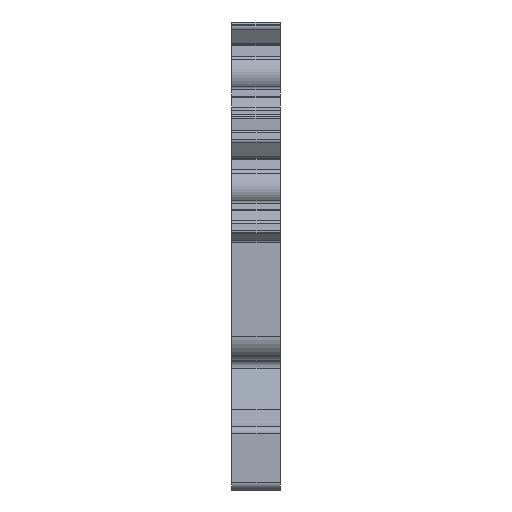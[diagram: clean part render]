
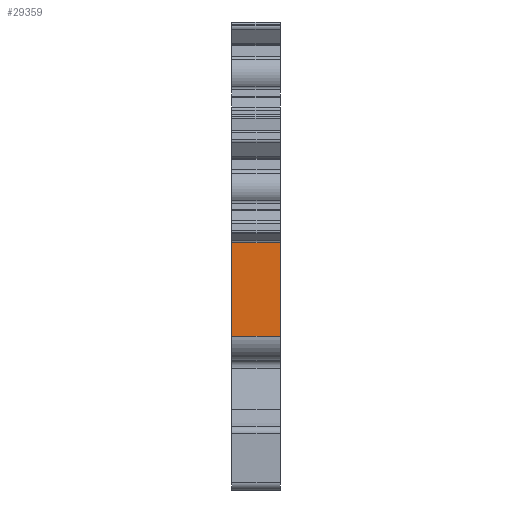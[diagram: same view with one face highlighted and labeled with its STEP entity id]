
A CAD part, left-side view. The second image highlights one B-rep face of the part: STEP entity #29359.
In plain terms, the highlighted planar face has unit normal (-1, 0, 0).
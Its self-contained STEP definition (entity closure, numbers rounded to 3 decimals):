
#777 = PLANE ( 'NONE',  #26017 ) ;
#1068 = CARTESIAN_POINT ( 'NONE',  ( -56.9, 5., 8.734 ) ) ;
#2463 = DIRECTION ( 'NONE',  ( 0., -1., 0. ) ) ;
#3462 = ORIENTED_EDGE ( 'NONE', *, *, #28241, .T. ) ;
#3956 = VERTEX_POINT ( 'NONE', #1068 ) ;
#6969 = CARTESIAN_POINT ( 'NONE',  ( -56.9, 5., 18.488 ) ) ;
#7989 = CARTESIAN_POINT ( 'NONE',  ( -56.9, 5., 8.734 ) ) ;
#8413 = DIRECTION ( 'NONE',  ( 0., 0., -1. ) ) ;
#9026 = EDGE_CURVE ( 'NONE', #27263, #11134, #37288, .T. ) ;
#10901 = ORIENTED_EDGE ( 'NONE', *, *, #35050, .T. ) ;
#11071 = DIRECTION ( 'NONE',  ( 0., 1., 0. ) ) ;
#11134 = VERTEX_POINT ( 'NONE', #23385 ) ;
#12187 = VECTOR ( 'NONE', #44513, 1000. ) ;
#12492 = LINE ( 'NONE', #7989, #41903 ) ;
#15357 = FACE_OUTER_BOUND ( 'NONE', #28217, .T. ) ;
#16308 = CARTESIAN_POINT ( 'NONE',  ( -56.9, 0., 18.488 ) ) ;
#20541 = VECTOR ( 'NONE', #2463, 1000. ) ;
#21762 = CARTESIAN_POINT ( 'NONE',  ( -56.9, 5., 18.488 ) ) ;
#23237 = DIRECTION ( 'NONE',  ( 0., -1., 0. ) ) ;
#23385 = CARTESIAN_POINT ( 'NONE',  ( -56.9, 0., 8.734 ) ) ;
#26017 = AXIS2_PLACEMENT_3D ( 'NONE', #32793, #43999, #11071 ) ;
#27263 = VERTEX_POINT ( 'NONE', #16308 ) ;
#28217 = EDGE_LOOP ( 'NONE', ( #29813, #46964, #3462, #10901 ) ) ;
#28241 = EDGE_CURVE ( 'NONE', #31303, #3956, #44287, .T. ) ;
#29359 = ADVANCED_FACE ( 'NONE', ( #15357 ), #777, .T. ) ;
#29813 = ORIENTED_EDGE ( 'NONE', *, *, #9026, .F. ) ;
#31303 = VERTEX_POINT ( 'NONE', #21762 ) ;
#32793 = CARTESIAN_POINT ( 'NONE',  ( -56.9, 5., 8.734 ) ) ;
#35050 = EDGE_CURVE ( 'NONE', #3956, #11134, #12492, .T. ) ;
#37288 = LINE ( 'NONE', #44657, #46993 ) ;
#41903 = VECTOR ( 'NONE', #23237, 1000. ) ;
#43724 = LINE ( 'NONE', #6969, #20541 ) ;
#43999 = DIRECTION ( 'NONE',  ( -1., 0., 0. ) ) ;
#44042 = CARTESIAN_POINT ( 'NONE',  ( -56.9, 5., 8.734 ) ) ;
#44287 = LINE ( 'NONE', #44042, #12187 ) ;
#44513 = DIRECTION ( 'NONE',  ( 0., 0., -1. ) ) ;
#44657 = CARTESIAN_POINT ( 'NONE',  ( -56.9, 0., 8.734 ) ) ;
#46030 = EDGE_CURVE ( 'NONE', #31303, #27263, #43724, .T. ) ;
#46964 = ORIENTED_EDGE ( 'NONE', *, *, #46030, .F. ) ;
#46993 = VECTOR ( 'NONE', #8413, 1000. ) ;
